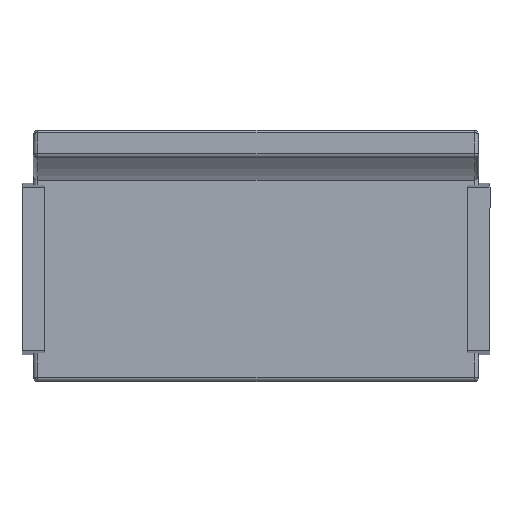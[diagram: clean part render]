
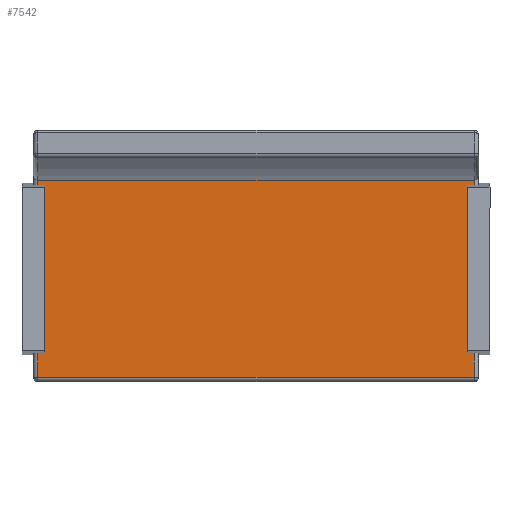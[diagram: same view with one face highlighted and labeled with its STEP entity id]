
A CAD part, top view. The second image highlights one B-rep face of the part: STEP entity #7542.
In plain terms, the highlighted planar face has unit normal (0, 0, 1).
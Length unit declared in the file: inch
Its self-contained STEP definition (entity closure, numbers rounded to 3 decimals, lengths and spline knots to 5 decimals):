
#853=PLANE('',#8270);
#946=LINE('',#11430,#1258);
#950=LINE('',#11443,#1262);
#952=LINE('',#11446,#1264);
#954=LINE('',#11449,#1266);
#1258=VECTOR('',#9241,0.3937);
#1262=VECTOR('',#9257,0.3937);
#1264=VECTOR('',#9261,0.3937);
#1266=VECTOR('',#9265,0.3937);
#1791=FACE_OUTER_BOUND('',#2374,.T.);
#2374=EDGE_LOOP('',(#5300,#5301,#5302,#5303));
#3462=VERTEX_POINT('',#11394);
#3468=VERTEX_POINT('',#11411);
#3471=VERTEX_POINT('',#11421);
#3474=VERTEX_POINT('',#11434);
#4109=EDGE_CURVE('',#3462,#3471,#946,.T.);
#4116=EDGE_CURVE('',#3471,#3474,#950,.T.);
#4118=EDGE_CURVE('',#3474,#3468,#952,.T.);
#4120=EDGE_CURVE('',#3468,#3462,#954,.T.);
#5300=ORIENTED_EDGE('',*,*,#4109,.F.);
#5301=ORIENTED_EDGE('',*,*,#4120,.F.);
#5302=ORIENTED_EDGE('',*,*,#4118,.F.);
#5303=ORIENTED_EDGE('',*,*,#4116,.F.);
#7542=ADVANCED_FACE('',(#1791),#853,.T.);
#8270=AXIS2_PLACEMENT_3D('',#11465,#9287,#9288);
#9241=DIRECTION('',(-1.,0.,0.));
#9257=DIRECTION('',(0.,1.,0.));
#9261=DIRECTION('',(1.,0.,0.));
#9265=DIRECTION('',(0.,-1.,0.));
#9287=DIRECTION('center_axis',(0.,0.,1.));
#9288=DIRECTION('ref_axis',(1.,0.,0.));
#11394=CARTESIAN_POINT('',(23.875,-11.75,3.75));
#11411=CARTESIAN_POINT('',(23.875,11.75,3.75));
#11421=CARTESIAN_POINT('',(-23.875,-11.75,3.75));
#11430=CARTESIAN_POINT('',(-12.1875,-11.75,3.75));
#11434=CARTESIAN_POINT('',(-23.875,11.75,3.75));
#11443=CARTESIAN_POINT('',(-23.875,6.125,3.75));
#11446=CARTESIAN_POINT('',(12.1875,11.75,3.75));
#11449=CARTESIAN_POINT('',(23.875,-6.125,3.75));
#11465=CARTESIAN_POINT('Origin',(0.,0.,
3.75));
